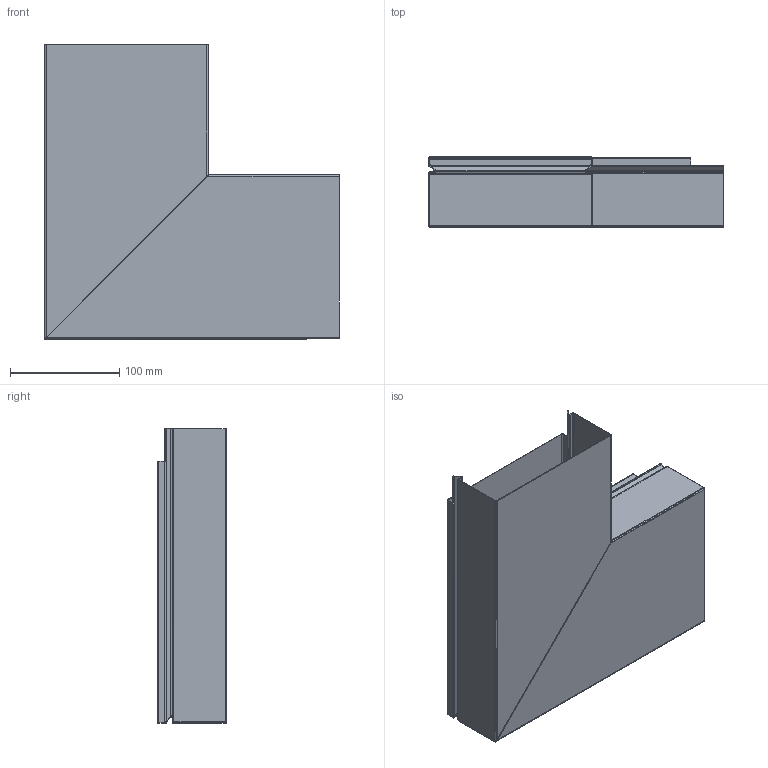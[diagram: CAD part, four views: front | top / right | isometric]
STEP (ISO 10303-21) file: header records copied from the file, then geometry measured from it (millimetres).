
FILE_DESCRIPTION (( 'STEP AP214' ), '1' );
FILE_NAME ('6249515.stp', '2016-10-05T09:24:46', ( '' ), ( '' ), 'SwSTEP 2.0', 'SolidWorks 2014', '' );
FILE_SCHEMA (( 'AUTOMOTIVE_DESIGN' ));
Length unit declared in the file: millimetre
Products named in the file (5): Deckel2.1; Deckel.1; 6249515; Unterteil_1; Unterteil2
Assembly tree (4 placements, depth 2):
  6249515
    Deckel.1
    Deckel2.1
    Unterteil2
    Unterteil_1
Bounding box: 270 x 63.89 x 270 mm (x, y, z)
Volume: 120910.7 mm3; surface area: 325094.6 mm2
Topology: 4 solids, 4 shells, 104 faces, 326 edges, 230 vertices
Faces by surface type: plane 56, cylinder 48
Entity records: 5388 total; most frequent: CARTESIAN_POINT 1443, ORIENTED_EDGE 652, DIRECTION 450, EDGE_CURVE 326, VERTEX_POINT 230, VECTOR 188, LINE 188, AXIS2_PLACEMENT_3D 131
